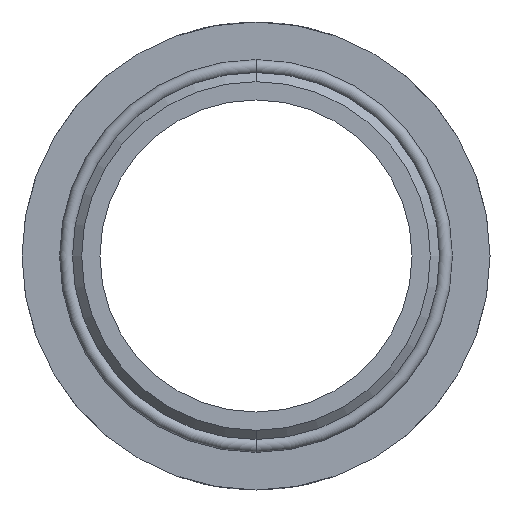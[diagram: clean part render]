
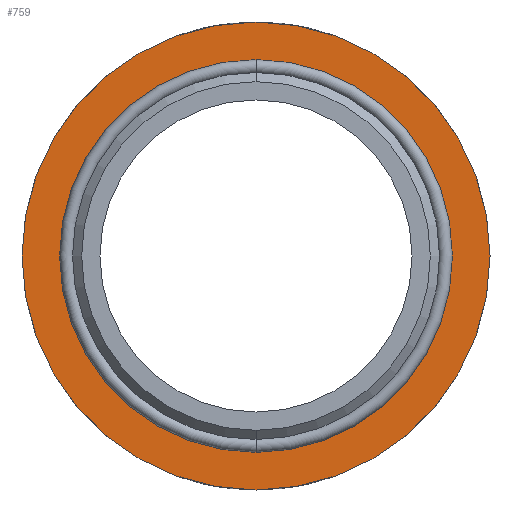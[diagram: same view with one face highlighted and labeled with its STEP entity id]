
A CAD part, front view. The second image highlights one B-rep face of the part: STEP entity #759.
In plain terms, the highlighted planar face has unit normal (0, -1, 0).
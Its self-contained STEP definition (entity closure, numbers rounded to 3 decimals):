
#65 = VERTEX_POINT ( 'NONE', #376 ) ;
#66 = VERTEX_POINT ( 'NONE', #375 ) ;
#267 = CIRCLE ( 'NONE', #613, 21.024 ) ;
#268 = CIRCLE ( 'NONE', #689, 25.5 ) ;
#282 = CIRCLE ( 'NONE', #601, 25.5 ) ;
#375 = CARTESIAN_POINT ( 'NONE',  ( 0., -11.852, 25.5 ) ) ;
#376 = CARTESIAN_POINT ( 'NONE',  ( 0., -11.852, -25.5 ) ) ;
#394 = EDGE_LOOP ( 'NONE', ( #951, #949 ) ) ;
#395 = EDGE_LOOP ( 'NONE', ( #952, #948 ) ) ;
#489 = VERTEX_POINT ( 'NONE', #1937 ) ;
#491 = VERTEX_POINT ( 'NONE', #1935 ) ;
#601 = AXIS2_PLACEMENT_3D ( 'NONE', #2212, #2219, #2220 ) ;
#613 = AXIS2_PLACEMENT_3D ( 'NONE', #2125, #2138, #2139 ) ;
#667 = CIRCLE ( 'NONE', #1699, 21.024 ) ;
#689 = AXIS2_PLACEMENT_3D ( 'NONE', #2140, #2141, #2142 ) ;
#759 = ADVANCED_FACE ( 'NONE', ( #1725, #1722 ), #1618, .F. ) ;
#765 = EDGE_CURVE ( 'NONE', #489, #491, #667, .T. ) ;
#802 = EDGE_CURVE ( 'NONE', #491, #489, #267, .T. ) ;
#803 = EDGE_CURVE ( 'NONE', #65, #66, #268, .T. ) ;
#829 = EDGE_CURVE ( 'NONE', #66, #65, #282, .T. ) ;
#948 = ORIENTED_EDGE ( 'NONE', *, *, #803, .F. ) ;
#949 = ORIENTED_EDGE ( 'NONE', *, *, #765, .T. ) ;
#951 = ORIENTED_EDGE ( 'NONE', *, *, #802, .T. ) ;
#952 = ORIENTED_EDGE ( 'NONE', *, *, #829, .F. ) ;
#1597 = DIRECTION ( 'NONE',  ( 0., 0., 1. ) ) ;
#1598 = DIRECTION ( 'NONE',  ( 0., 1., 0. ) ) ;
#1599 = CARTESIAN_POINT ( 'NONE',  ( 0., -11.852, 0. ) ) ;
#1615 = DIRECTION ( 'NONE',  ( 0., 0., 1. ) ) ;
#1616 = DIRECTION ( 'NONE',  ( 0., 1., 0. ) ) ;
#1617 = CARTESIAN_POINT ( 'NONE',  ( 25.5, -11.852, 0. ) ) ;
#1618 = PLANE ( 'NONE',  #1720 ) ;
#1699 = AXIS2_PLACEMENT_3D ( 'NONE', #1599, #1598, #1597 ) ;
#1720 = AXIS2_PLACEMENT_3D ( 'NONE', #1617, #1616, #1615 ) ;
#1722 = FACE_OUTER_BOUND ( 'NONE', #395, .T. ) ;
#1725 = FACE_BOUND ( 'NONE', #394, .T. ) ;
#1935 = CARTESIAN_POINT ( 'NONE',  ( 0., -11.852, -21.024 ) ) ;
#1937 = CARTESIAN_POINT ( 'NONE',  ( 0., -11.852, 21.024 ) ) ;
#2125 = CARTESIAN_POINT ( 'NONE',  ( 0., -11.852, 0. ) ) ;
#2138 = DIRECTION ( 'NONE',  ( 0., 1., 0. ) ) ;
#2139 = DIRECTION ( 'NONE',  ( 0., 0., 1. ) ) ;
#2140 = CARTESIAN_POINT ( 'NONE',  ( 0., -11.852, 0. ) ) ;
#2141 = DIRECTION ( 'NONE',  ( 0., 1., 0. ) ) ;
#2142 = DIRECTION ( 'NONE',  ( 0., 0., 1. ) ) ;
#2212 = CARTESIAN_POINT ( 'NONE',  ( 0., -11.852, 0. ) ) ;
#2219 = DIRECTION ( 'NONE',  ( 0., 1., 0. ) ) ;
#2220 = DIRECTION ( 'NONE',  ( 0., 0., 1. ) ) ;
